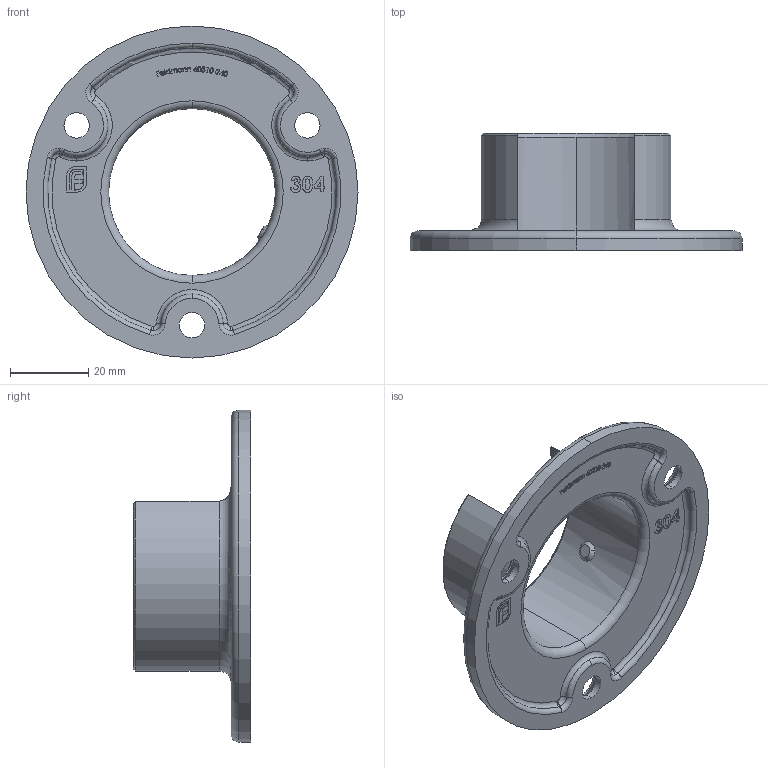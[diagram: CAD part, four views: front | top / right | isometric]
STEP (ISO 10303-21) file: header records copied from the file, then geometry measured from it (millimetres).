
FILE_DESCRIPTION (( 'STEP AP203' ), '1' );
FILE_NAME ('60310-240.step', '2020-12-03T12:43:18', ( '' ), ( '' ), 'SwSTEP 2.0', 'SolidWorks 2018', '' );
FILE_SCHEMA (( 'CONFIG_CONTROL_DESIGN' ));
Length unit declared in the file: millimetre
Products named in the file (6): 60310-XXX Teil1; 60310-240; DIN913_DIN 913 M5x4; 60310-XXX Teil1_60310-240 Teil1; DIN913
Assembly tree (3 placements, depth 2):
  60310-XXX Teil1
  60310-240
    DIN913
  60310-240
    60310-XXX Teil1_60310-240 Teil1
    DIN913_DIN 913 M5x4
Bounding box: 85 x 30 x 85 mm (x, y, z)
Volume: 22972.3 mm3; surface area: 15888.5 mm2
Topology: 2 solids, 2 shells, 400 faces, 1052 edges, 688 vertices
Faces by surface type: plane 177, bspline 147, torus 39, cylinder 22, cone 15
Entity records: 21871 total; most frequent: CARTESIAN_POINT 12318, ORIENTED_EDGE 2098, DIRECTION 1423, EDGE_CURVE 1049, VERTEX_POINT 686, VECTOR 591, LINE 591, EDGE_LOOP 443
